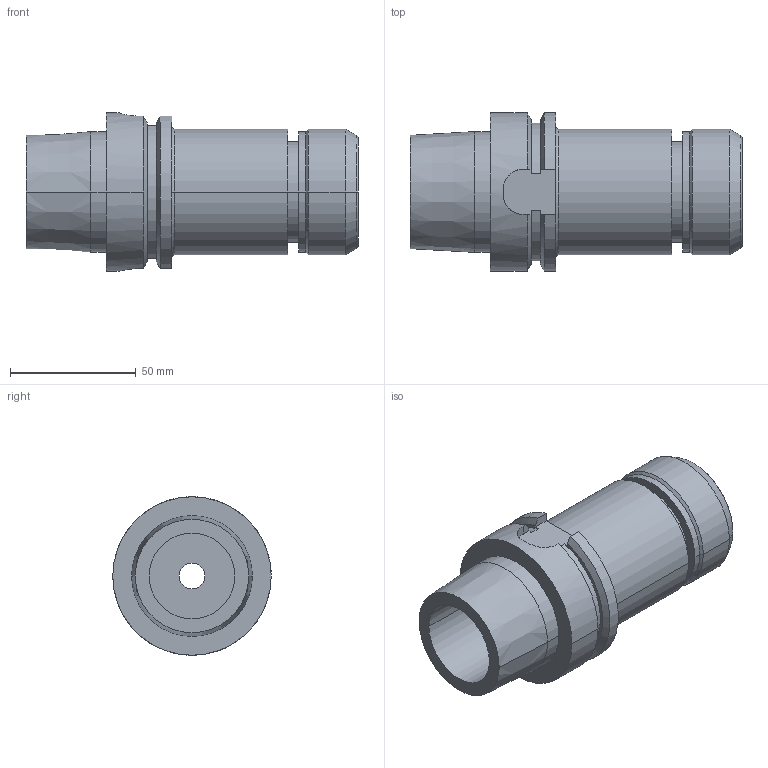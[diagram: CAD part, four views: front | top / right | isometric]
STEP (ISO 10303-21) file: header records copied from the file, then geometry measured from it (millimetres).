
FILE_DESCRIPTION((''),'2;1');
FILE_NAME('8270022057','2021-02-09T10:44:30',('thiemer'),(''),'CREO PARAMETRIC BY PTC INC, 2020053','CREO PARAMETRIC BY PTC INC, 2020053','');
FILE_SCHEMA(('AP242_MANAGED_MODEL_BASED_3D_ENGINEERING_MIM_LF { 1 0 10303 442 1 1 4 }'));
Length unit declared in the file: millimetre
Products named in the file (1): 8270022057
Bounding box: 132 x 63 x 63 mm (x, y, z)
Volume: 193766 mm3; surface area: 40475 mm2
Topology: 1 solids, 1 shells, 81 faces, 209 edges, 140 vertices
Faces by surface type: cylinder 31, plane 30, cone 16, torus 4
Entity records: 3682 total; most frequent: CARTESIAN_POINT 547, DIRECTION 491, ORIENTED_EDGE 392, PRESENTATION_STYLE_ASSIGNMENT 224, STYLED_ITEM 224, CURVE_STYLE 223, EDGE_CURVE 196, AXIS2_PLACEMENT_3D 189
